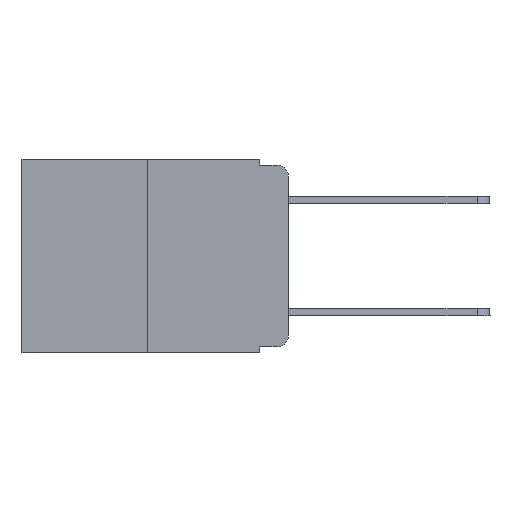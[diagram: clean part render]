
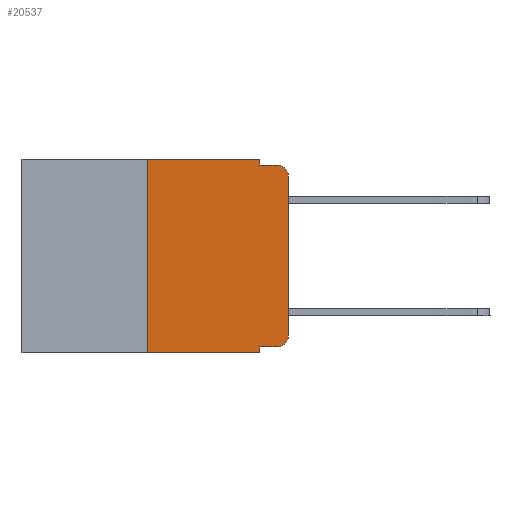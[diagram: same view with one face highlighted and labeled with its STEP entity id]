
A CAD part, left-side view. The second image highlights one B-rep face of the part: STEP entity #20537.
In plain terms, the highlighted planar face has unit normal (-1, 0, 0).
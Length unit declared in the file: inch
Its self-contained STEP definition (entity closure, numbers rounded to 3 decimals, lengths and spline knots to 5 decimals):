
#284 = CARTESIAN_POINT ( 'NONE',  ( 0., 0.051, -0.343 ) ) ;
#320 = EDGE_CURVE ( 'NONE', #15969, #11117, #2417, .T. ) ;
#491 = FACE_OUTER_BOUND ( 'NONE', #22015, .T. ) ;
#528 = CARTESIAN_POINT ( 'NONE',  ( 0., 0.473, 0. ) ) ;
#709 = DIRECTION ( 'NONE',  ( 1., 0., 0. ) ) ;
#1102 = AXIS2_PLACEMENT_3D ( 'NONE', #10419, #14123, #9062 ) ;
#1144 = CARTESIAN_POINT ( 'NONE',  ( 0., 0.051, 0. ) ) ;
#1310 = LINE ( 'NONE', #9841, #19517 ) ;
#1432 = VECTOR ( 'NONE', #16798, 39.37008 ) ;
#1777 = DIRECTION ( 'NONE',  ( 0., 0., 1. ) ) ;
#2150 = VERTEX_POINT ( 'NONE', #18520 ) ;
#2264 = EDGE_CURVE ( 'NONE', #6261, #6585, #22462, .T. ) ;
#2417 = LINE ( 'NONE', #14963, #2962 ) ;
#2962 = VECTOR ( 'NONE', #21662, 39.37008 ) ;
#3181 = DIRECTION ( 'NONE',  ( -1., 0., 0. ) ) ;
#3334 = VERTEX_POINT ( 'NONE', #9316 ) ;
#3370 = ORIENTED_EDGE ( 'NONE', *, *, #18496, .F. ) ;
#3471 = LINE ( 'NONE', #21006, #16205 ) ;
#3513 = ORIENTED_EDGE ( 'NONE', *, *, #16612, .F. ) ;
#3778 = EDGE_CURVE ( 'NONE', #9582, #2150, #9633, .T. ) ;
#3813 = ORIENTED_EDGE ( 'NONE', *, *, #17719, .F. ) ;
#3835 = VECTOR ( 'NONE', #12976, 39.37008 ) ;
#3956 = ORIENTED_EDGE ( 'NONE', *, *, #19628, .T. ) ;
#4065 = CARTESIAN_POINT ( 'NONE',  ( 0., 0., -0.313 ) ) ;
#4574 = ORIENTED_EDGE ( 'NONE', *, *, #320, .T. ) ;
#5195 = VERTEX_POINT ( 'NONE', #284 ) ;
#5217 = DIRECTION ( 'NONE',  ( 0., 0., 1. ) ) ;
#5591 = DIRECTION ( 'NONE',  ( 0., -1., 0. ) ) ;
#5902 = CIRCLE ( 'NONE', #1102, 0.02 ) ;
#6095 = CARTESIAN_POINT ( 'NONE',  ( 0., 0., -0.03 ) ) ;
#6206 = LINE ( 'NONE', #10942, #14753 ) ;
#6261 = VERTEX_POINT ( 'NONE', #6095 ) ;
#6516 = VECTOR ( 'NONE', #1777, 39.37008 ) ;
#6585 = VERTEX_POINT ( 'NONE', #21507 ) ;
#7002 = ORIENTED_EDGE ( 'NONE', *, *, #17395, .T. ) ;
#7069 = EDGE_CURVE ( 'NONE', #14763, #9582, #19305, .T. ) ;
#7297 = LINE ( 'NONE', #19987, #17706 ) ;
#7741 = DIRECTION ( 'NONE',  ( 0., 0., -1. ) ) ;
#8003 = VERTEX_POINT ( 'NONE', #4065 ) ;
#8439 = CARTESIAN_POINT ( 'NONE',  ( 0., 0.25, -0.343 ) ) ;
#9062 = DIRECTION ( 'NONE',  ( 0., 0., -1. ) ) ;
#9316 = CARTESIAN_POINT ( 'NONE',  ( 0., 0.051, -0.01 ) ) ;
#9477 = PLANE ( 'NONE',  #14770 ) ;
#9582 = VERTEX_POINT ( 'NONE', #14389 ) ;
#9633 = LINE ( 'NONE', #528, #3835 ) ;
#9841 = CARTESIAN_POINT ( 'NONE',  ( 0., 0.051, -0.01 ) ) ;
#10200 = DIRECTION ( 'NONE',  ( 0., 0., -1. ) ) ;
#10419 = CARTESIAN_POINT ( 'NONE',  ( 0., 0.02, -0.313 ) ) ;
#10503 = CARTESIAN_POINT ( 'NONE',  ( 0., 0.25, 0. ) ) ;
#10942 = CARTESIAN_POINT ( 'NONE',  ( 0., 0.051, 0. ) ) ;
#11117 = VERTEX_POINT ( 'NONE', #11871 ) ;
#11871 = CARTESIAN_POINT ( 'NONE',  ( 0., 0.02, -0.333 ) ) ;
#12718 = ORIENTED_EDGE ( 'NONE', *, *, #7069, .F. ) ;
#12976 = DIRECTION ( 'NONE',  ( 0., -1., 0. ) ) ;
#13054 = CARTESIAN_POINT ( 'NONE',  ( 0., 0.473, 0. ) ) ;
#14123 = DIRECTION ( 'NONE',  ( -1., 0., 0. ) ) ;
#14389 = CARTESIAN_POINT ( 'NONE',  ( 0., 0.25, 0. ) ) ;
#14753 = VECTOR ( 'NONE', #17972, 39.37008 ) ;
#14763 = VERTEX_POINT ( 'NONE', #8439 ) ;
#14770 = AXIS2_PLACEMENT_3D ( 'NONE', #13054, #709, #7741 ) ;
#14963 = CARTESIAN_POINT ( 'NONE',  ( 0., 0.051, -0.333 ) ) ;
#14966 = ORIENTED_EDGE ( 'NONE', *, *, #20489, .T. ) ;
#15969 = VERTEX_POINT ( 'NONE', #20603 ) ;
#16205 = VECTOR ( 'NONE', #5217, 39.37008 ) ;
#16447 = ORIENTED_EDGE ( 'NONE', *, *, #3778, .F. ) ;
#16612 = EDGE_CURVE ( 'NONE', #15969, #5195, #18435, .T. ) ;
#16798 = DIRECTION ( 'NONE',  ( 0., 0., -1. ) ) ;
#17234 = CARTESIAN_POINT ( 'NONE',  ( 0., 0.02, -0.03 ) ) ;
#17395 = EDGE_CURVE ( 'NONE', #11117, #8003, #5902, .T. ) ;
#17706 = VECTOR ( 'NONE', #5591, 39.37008 ) ;
#17719 = EDGE_CURVE ( 'NONE', #3334, #6585, #1310, .T. ) ;
#17972 = DIRECTION ( 'NONE',  ( 0., 0., -1. ) ) ;
#18435 = LINE ( 'NONE', #1144, #1432 ) ;
#18496 = EDGE_CURVE ( 'NONE', #2150, #3334, #6206, .T. ) ;
#18520 = CARTESIAN_POINT ( 'NONE',  ( 0., 0.051, 0. ) ) ;
#18778 = AXIS2_PLACEMENT_3D ( 'NONE', #17234, #3181, #10200 ) ;
#19305 = LINE ( 'NONE', #10503, #6516 ) ;
#19517 = VECTOR ( 'NONE', #20580, 39.37008 ) ;
#19628 = EDGE_CURVE ( 'NONE', #8003, #6261, #3471, .T. ) ;
#19767 = ORIENTED_EDGE ( 'NONE', *, *, #2264, .T. ) ;
#19987 = CARTESIAN_POINT ( 'NONE',  ( 0., 0.473, -0.343 ) ) ;
#20489 = EDGE_CURVE ( 'NONE', #14763, #5195, #7297, .T. ) ;
#20537 = ADVANCED_FACE ( 'NONE', ( #491 ), #9477, .F. ) ;
#20580 = DIRECTION ( 'NONE',  ( 0., -1., 0. ) ) ;
#20603 = CARTESIAN_POINT ( 'NONE',  ( 0., 0.051, -0.333 ) ) ;
#21006 = CARTESIAN_POINT ( 'NONE',  ( 0., 0., 0. ) ) ;
#21507 = CARTESIAN_POINT ( 'NONE',  ( 0., 0.02, -0.01 ) ) ;
#21662 = DIRECTION ( 'NONE',  ( 0., -1., 0. ) ) ;
#22015 = EDGE_LOOP ( 'NONE', ( #3956, #19767, #3813, #3370, #16447, #12718, #14966, #3513, #4574, #7002 ) ) ;
#22462 = CIRCLE ( 'NONE', #18778, 0.02 ) ;
